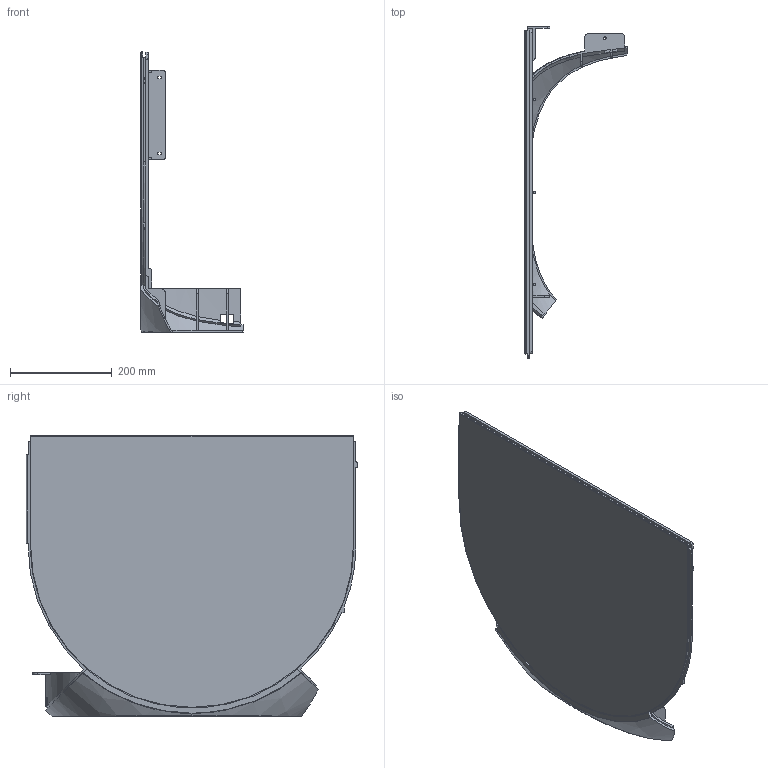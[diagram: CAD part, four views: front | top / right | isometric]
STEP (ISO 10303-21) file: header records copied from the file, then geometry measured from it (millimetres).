
FILE_DESCRIPTION (( 'STEP AP203' ), '1' );
FILE_NAME ('MS001-B.04.007SL.1.1 衵耜啣.step', '2021-08-27T10:52:04', ( 'Windows User' ), ( 'P R C' ), 'SwSTEP 2.0', 'SolidWorks 2016', '' );
FILE_SCHEMA (( 'CONFIG_CONTROL_DESIGN' ));
Length unit declared in the file: millimetre
Products named in the file (1): MS001-B.04.007SL.1.1 衵耜啣
Bounding box: 201.99 x 654 x 553.2 mm (x, y, z)
Volume: 1730393.3 mm3; surface area: 853889.2 mm2
Topology: 1 solids, 1 shells, 302 faces, 871 edges, 579 vertices
Faces by surface type: plane 207, cylinder 66, bspline 29
Entity records: 13444 total; most frequent: CARTESIAN_POINT 5609, ORIENTED_EDGE 1742, DIRECTION 1431, EDGE_CURVE 871, VECTOR 619, LINE 619, VERTEX_POINT 579, AXIS2_PLACEMENT_3D 406
